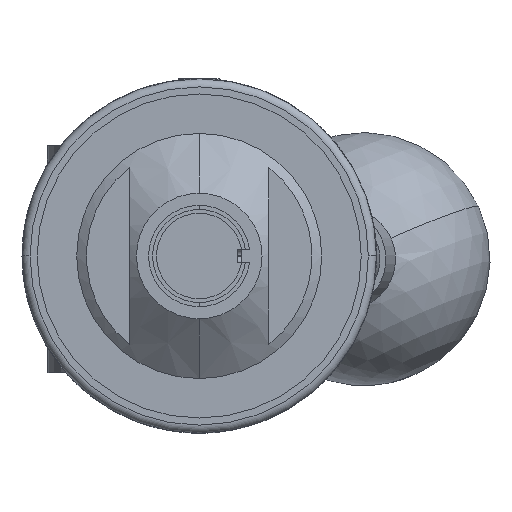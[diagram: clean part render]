
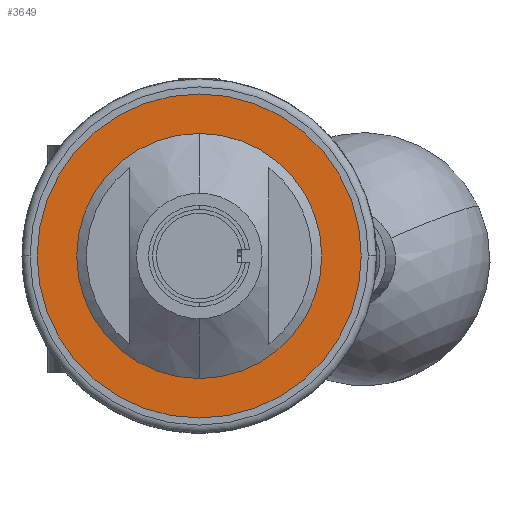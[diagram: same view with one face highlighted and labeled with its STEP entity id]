
A CAD part, left-side view. The second image highlights one B-rep face of the part: STEP entity #3649.
In plain terms, the highlighted planar face has unit normal (-1, 0, 0).
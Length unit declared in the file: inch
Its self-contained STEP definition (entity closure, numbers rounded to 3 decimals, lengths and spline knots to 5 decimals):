
#288 = ORIENTED_EDGE ( 'NONE', *, *, #6967, .T. ) ;
#325 = VERTEX_POINT ( 'NONE', #9829 ) ;
#350 = AXIS2_PLACEMENT_3D ( 'NONE', #3878, #12396, #6154 ) ;
#494 = FACE_BOUND ( 'NONE', #12266, .T. ) ;
#2252 = VERTEX_POINT ( 'NONE', #6518 ) ;
#2409 = DIRECTION ( 'NONE',  ( -1., 0., 0. ) ) ;
#2442 = EDGE_CURVE ( 'NONE', #8652, #325, #3591, .T. ) ;
#3591 = CIRCLE ( 'NONE', #350, 0.605 ) ;
#3649 = ADVANCED_FACE ( 'NONE', ( #494, #10391 ), #4754, .F. ) ;
#3655 = CIRCLE ( 'NONE', #4100, 0.8 ) ;
#3729 = DIRECTION ( 'NONE',  ( 0., 0., 1. ) ) ;
#3878 = CARTESIAN_POINT ( 'NONE',  ( -3.405, 0., 0. ) ) ;
#4100 = AXIS2_PLACEMENT_3D ( 'NONE', #8254, #8193, #12640 ) ;
#4436 = DIRECTION ( 'NONE',  ( 0., 0., -1. ) ) ;
#4620 = CIRCLE ( 'NONE', #11473, 0.605 ) ;
#4754 = PLANE ( 'NONE',  #6670 ) ;
#5405 = EDGE_CURVE ( 'NONE', #325, #8652, #4620, .T. ) ;
#5781 = VERTEX_POINT ( 'NONE', #12667 ) ;
#6154 = DIRECTION ( 'NONE',  ( 0., 0., 1. ) ) ;
#6518 = CARTESIAN_POINT ( 'NONE',  ( -3.405, 0., 0.8 ) ) ;
#6670 = AXIS2_PLACEMENT_3D ( 'NONE', #9468, #13785, #4436 ) ;
#6967 = EDGE_CURVE ( 'NONE', #2252, #5781, #3655, .T. ) ;
#8193 = DIRECTION ( 'NONE',  ( -1., 0., 0. ) ) ;
#8254 = CARTESIAN_POINT ( 'NONE',  ( -3.405, 0., 0. ) ) ;
#8652 = VERTEX_POINT ( 'NONE', #9307 ) ;
#9020 = CARTESIAN_POINT ( 'NONE',  ( -3.405, 0., 0. ) ) ;
#9301 = ORIENTED_EDGE ( 'NONE', *, *, #11204, .T. ) ;
#9307 = CARTESIAN_POINT ( 'NONE',  ( -3.405, 0., 0.605 ) ) ;
#9468 = CARTESIAN_POINT ( 'NONE',  ( -3.405, 0.8, 0. ) ) ;
#9829 = CARTESIAN_POINT ( 'NONE',  ( -3.405, 0., -0.605 ) ) ;
#9923 = DIRECTION ( 'NONE',  ( 0., 0., 1. ) ) ;
#10391 = FACE_OUTER_BOUND ( 'NONE', #13456, .T. ) ;
#10842 = CIRCLE ( 'NONE', #12672, 0.8 ) ;
#11078 = CARTESIAN_POINT ( 'NONE',  ( -3.405, 0., 0. ) ) ;
#11133 = ORIENTED_EDGE ( 'NONE', *, *, #5405, .F. ) ;
#11204 = EDGE_CURVE ( 'NONE', #5781, #2252, #10842, .T. ) ;
#11473 = AXIS2_PLACEMENT_3D ( 'NONE', #9020, #2409, #3729 ) ;
#12266 = EDGE_LOOP ( 'NONE', ( #12477, #11133 ) ) ;
#12396 = DIRECTION ( 'NONE',  ( -1., 0., 0. ) ) ;
#12477 = ORIENTED_EDGE ( 'NONE', *, *, #2442, .F. ) ;
#12640 = DIRECTION ( 'NONE',  ( 0., 0., 1. ) ) ;
#12667 = CARTESIAN_POINT ( 'NONE',  ( -3.405, 0., -0.8 ) ) ;
#12672 = AXIS2_PLACEMENT_3D ( 'NONE', #11078, #13162, #9923 ) ;
#13162 = DIRECTION ( 'NONE',  ( -1., 0., 0. ) ) ;
#13456 = EDGE_LOOP ( 'NONE', ( #288, #9301 ) ) ;
#13785 = DIRECTION ( 'NONE',  ( 1., 0., 0. ) ) ;
